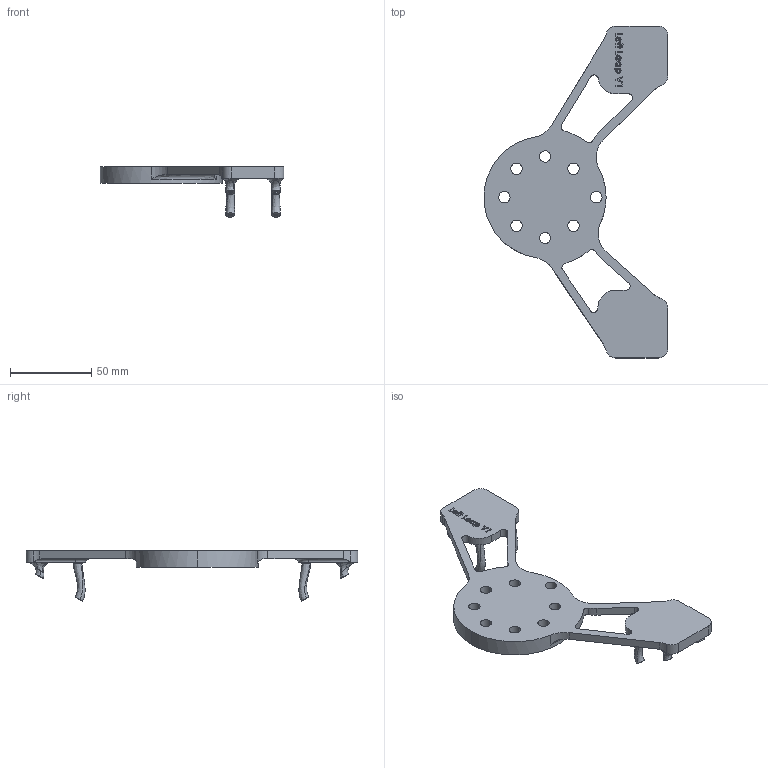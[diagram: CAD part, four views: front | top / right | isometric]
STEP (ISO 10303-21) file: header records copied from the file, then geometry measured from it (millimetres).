
FILE_DESCRIPTION (( 'STEP AP214' ), '1' );
FILE_NAME ('left_leapv1_palm_cam_mount.STEP', '2025-06-13T19:19:58', ( '' ), ( '' ), 'SwSTEP 2.0', 'SolidWorks 2024', '' );
FILE_SCHEMA (( 'AUTOMOTIVE_DESIGN' ));
Length unit declared in the file: millimetre
Products named in the file (1): left_leapv1_palm_cam_mount
Bounding box: 113 x 203.89 x 30.89 mm (x, y, z)
Volume: 72762.1 mm3; surface area: 27287.8 mm2
Topology: 1 solids, 1 shells, 285 faces, 767 edges, 506 vertices
Faces by surface type: plane 121, cylinder 80, bspline 76, torus 8
Entity records: 14894 total; most frequent: CARTESIAN_POINT 8069, ORIENTED_EDGE 1534, DIRECTION 1213, EDGE_CURVE 767, VERTEX_POINT 506, AXIS2_PLACEMENT_3D 420, LINE 373, VECTOR 373
